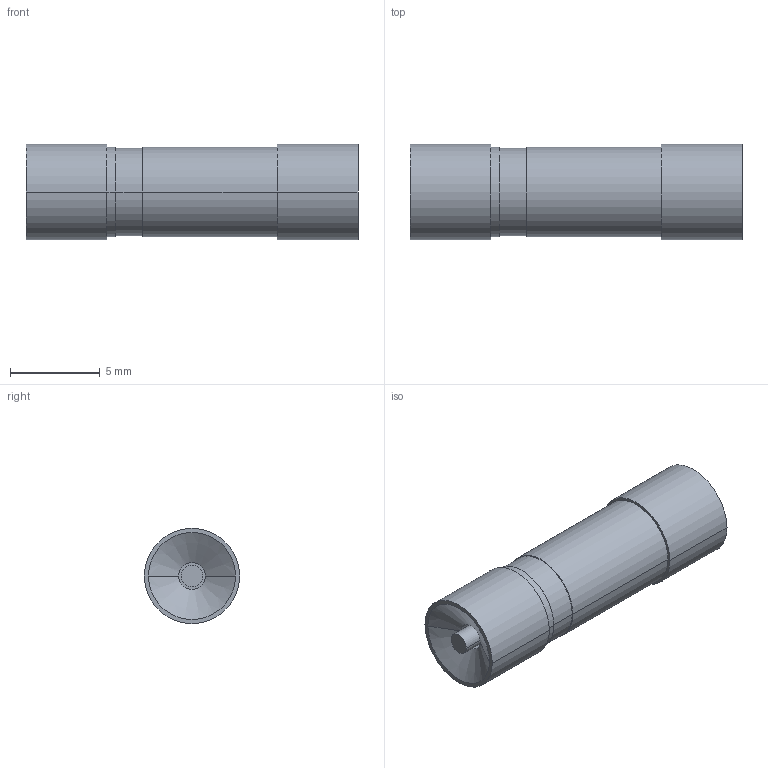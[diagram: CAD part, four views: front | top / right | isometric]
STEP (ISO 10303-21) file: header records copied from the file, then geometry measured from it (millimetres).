
FILE_DESCRIPTION((''),'2;1');
FILE_NAME('SF993_ASM','2022-09-22T10:09:38',('klemen.sitar'),('Audax d.o.o.'),'CREO PARAMETRIC BY PTC INC, 2021304','CREO PARAMETRIC BY PTC INC, 2021304','');
FILE_SCHEMA(('AP242_MANAGED_MODEL_BASED_3D_ENGINEERING_MIM_LF { 1 0 10303 442 1 1 4 }'));
Length unit declared in the file: millimetre
Products named in the file (4): SF993-7960; PRT0001; PRT0002; SF993_ASM
Assembly tree (3 placements, depth 2):
  SF993_ASM
    SF993-7960
    PRT0001
    PRT0002
Bounding box: 18.5 x 5.3 x 5.3 mm (x, y, z)
Volume: 364.9 mm3; surface area: 573 mm2
Topology: 7 solids, 7 shells, 36 faces, 69 edges, 54 vertices
Faces by surface type: cylinder 18, plane 14, cone 4
Entity records: 2083 total; most frequent: DIRECTION 217, CARTESIAN_POINT 173, COLOUR_RGB 141, ORIENTED_EDGE 124, PRESENTATION_STYLE_ASSIGNMENT 118, STYLED_ITEM 118, AXIS2_PLACEMENT_3D 94, CURVE_STYLE 75
